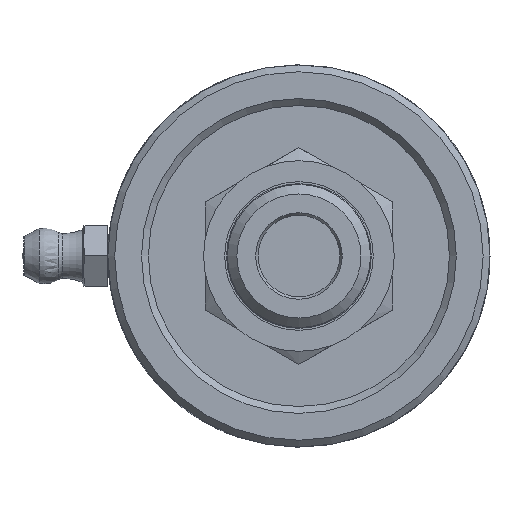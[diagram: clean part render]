
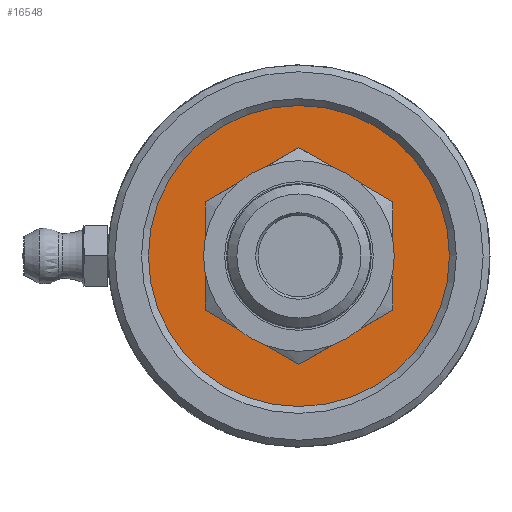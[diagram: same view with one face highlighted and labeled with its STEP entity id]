
A CAD part, left-side view. The second image highlights one B-rep face of the part: STEP entity #16548.
In plain terms, the highlighted planar face has unit normal (-1, 0, 0).
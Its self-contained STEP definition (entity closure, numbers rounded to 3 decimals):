
#389=PLANE('',#17576);
#921=FACE_BOUND('',#2739,.T.);
#1720=FACE_OUTER_BOUND('',#2738,.T.);
#2738=EDGE_LOOP('',(#14720));
#2739=EDGE_LOOP('',(#14721));
#4155=CIRCLE('',#17577,17.525);
#4156=CIRCLE('',#17578,9.575);
#7840=VERTEX_POINT('',#77614);
#7841=VERTEX_POINT('',#77616);
#10167=EDGE_CURVE('',#7840,#7840,#4155,.T.);
#10168=EDGE_CURVE('',#7841,#7841,#4156,.T.);
#14720=ORIENTED_EDGE('',*,*,#10167,.F.);
#14721=ORIENTED_EDGE('',*,*,#10168,.F.);
#16548=ADVANCED_FACE('',(#1720,#921),#389,.F.);
#17576=AXIS2_PLACEMENT_3D('',#77613,#20509,#20510);
#17577=AXIS2_PLACEMENT_3D('',#77615,#20511,#20512);
#17578=AXIS2_PLACEMENT_3D('',#77617,#20513,#20514);
#20509=DIRECTION('center_axis',(1.,0.,0.));
#20510=DIRECTION('ref_axis',(0.,0.,-1.));
#20511=DIRECTION('center_axis',(1.,0.,0.));
#20512=DIRECTION('ref_axis',(0.,1.,0.));
#20513=DIRECTION('center_axis',(-1.,0.,0.));
#20514=DIRECTION('ref_axis',(0.,1.,0.));
#77613=CARTESIAN_POINT('Origin',(2.49,-1.357,0.));
#77614=CARTESIAN_POINT('',(2.49,-17.525,0.));
#77615=CARTESIAN_POINT('Origin',(2.49,0.,0.));
#77616=CARTESIAN_POINT('',(2.49,-9.575,0.));
#77617=CARTESIAN_POINT('Origin',(2.49,0.,0.));
